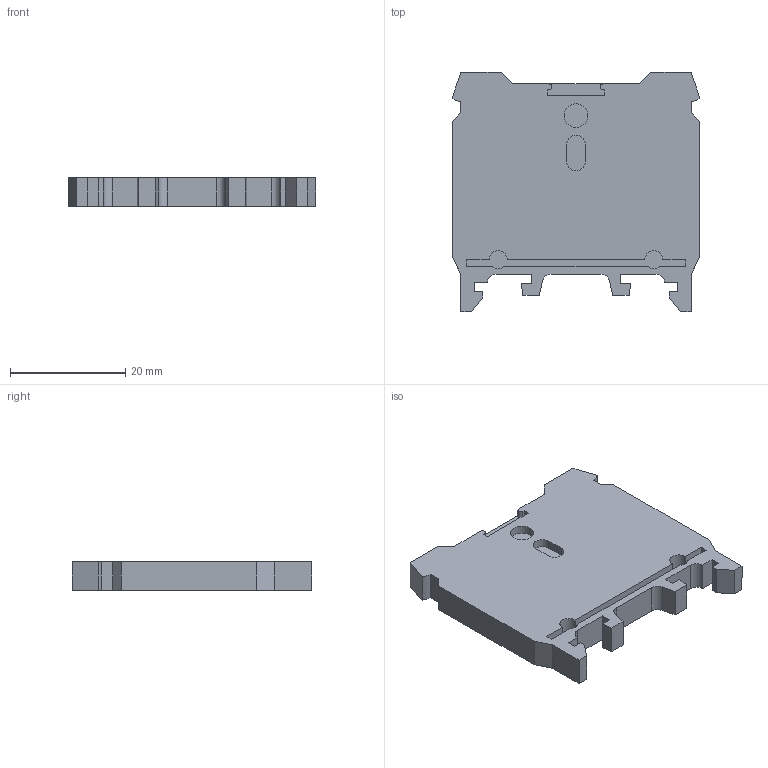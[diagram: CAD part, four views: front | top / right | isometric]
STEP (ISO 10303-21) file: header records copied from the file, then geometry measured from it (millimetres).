
FILE_DESCRIPTION (( 'STEP AP203' ), '1' );
FILE_NAME ('BNE40W_rev1.0.STEP', '2023-10-04T04:56:25', ( '' ), ( '' ), 'SwSTEP 2.0', 'SolidWorks 2021', '' );
FILE_SCHEMA (( 'CONFIG_CONTROL_DESIGN' ));
Length unit declared in the file: millimetre
Products named in the file (2): BNE40W_rev1.0; BNE40W_rev1.0_蹬怮椔
Assembly tree (1 placements, depth 2):
  BNE40W_rev1.0
    BNE40W_rev1.0_蹬怮椔
Bounding box: 43 x 41.5 x 5 mm (x, y, z)
Volume: 7219.1 mm3; surface area: 4400.1 mm2
Topology: 1 solids, 1 shells, 79 faces, 222 edges, 148 vertices
Faces by surface type: plane 63, cylinder 16
Entity records: 2724 total; most frequent: CARTESIAN_POINT 453, ORIENTED_EDGE 444, DIRECTION 420, EDGE_CURVE 222, VECTOR 190, LINE 190, VERTEX_POINT 148, AXIS2_PLACEMENT_3D 115
